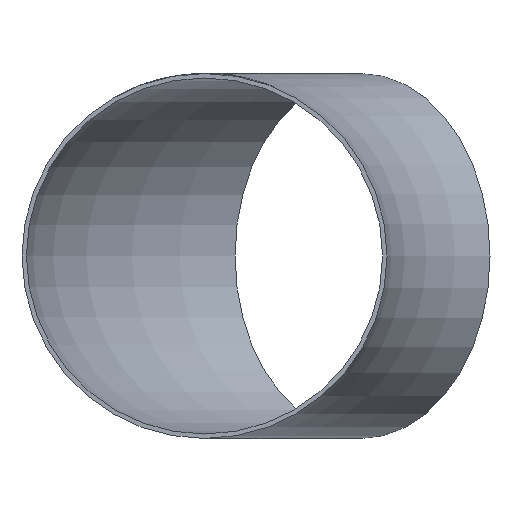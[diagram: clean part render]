
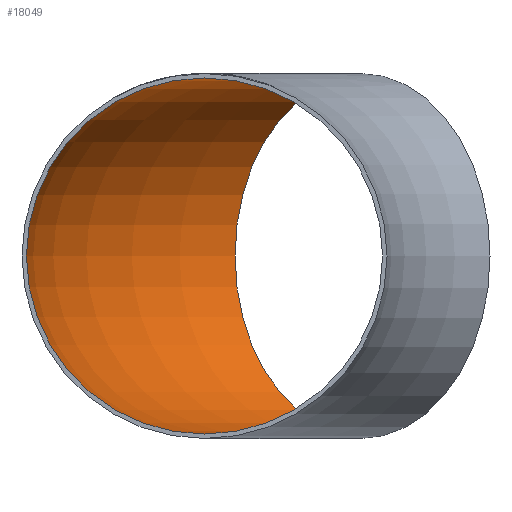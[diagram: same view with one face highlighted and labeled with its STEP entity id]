
A CAD part, front view. The second image highlights one B-rep face of the part: STEP entity #18049.
In plain terms, the highlighted toroidal (fillet/blend) face has major radius 300 mm and minor radius 100 mm.
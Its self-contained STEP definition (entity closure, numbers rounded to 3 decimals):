
#966 = FACE_OUTER_BOUND ( 'NONE', #9004, .T. ) ;
#3357 = DIRECTION ( 'NONE',  ( 0., 0., -1. ) ) ;
#4320 = ORIENTED_EDGE ( 'NONE', *, *, #17375, .T. ) ;
#8084 = DIRECTION ( 'NONE',  ( -0.707, 0.707, 0. ) ) ;
#8691 = DIRECTION ( 'NONE',  ( 0., 0., 1. ) ) ;
#9004 = EDGE_LOOP ( 'NONE', ( #11087 ) ) ;
#9672 = CARTESIAN_POINT ( 'NONE',  ( -212.132, 212.132, 0. ) ) ;
#10194 = CIRCLE ( 'NONE', #10605, 100. ) ;
#10605 = AXIS2_PLACEMENT_3D ( 'NONE', #9672, #23869, #8084 ) ;
#11087 = ORIENTED_EDGE ( 'NONE', *, *, #24073, .F. ) ;
#11889 = DIRECTION ( 'NONE',  ( 0., 1., 0. ) ) ;
#12480 = EDGE_LOOP ( 'NONE', ( #4320 ) ) ;
#13129 = CARTESIAN_POINT ( 'NONE',  ( -300., 0., 100. ) ) ;
#13329 = DIRECTION ( 'NONE',  ( -1., 0., 0. ) ) ;
#13874 = CARTESIAN_POINT ( 'NONE',  ( -300., 0., 0. ) ) ;
#14583 = VERTEX_POINT ( 'NONE', #17092 ) ;
#14981 = VERTEX_POINT ( 'NONE', #13129 ) ;
#15976 = TOROIDAL_SURFACE ( 'NONE', #22757, 300., 100. ) ;
#17027 = CARTESIAN_POINT ( 'NONE',  ( 0., 0., 0. ) ) ;
#17092 = CARTESIAN_POINT ( 'NONE',  ( -282.843, 282.843, 0. ) ) ;
#17375 = EDGE_CURVE ( 'NONE', #14583, #14583, #10194, .T. ) ;
#18049 = ADVANCED_FACE ( 'NONE', ( #21150, #966 ), #15976, .F. ) ;
#21150 = FACE_OUTER_BOUND ( 'NONE', #12480, .T. ) ;
#22757 = AXIS2_PLACEMENT_3D ( 'NONE', #17027, #3357, #13329 ) ;
#23869 = DIRECTION ( 'NONE',  ( 0.707, 0.707, 0. ) ) ;
#24073 = EDGE_CURVE ( 'NONE', #14981, #14981, #24816, .T. ) ;
#24816 = CIRCLE ( 'NONE', #26086, 100. ) ;
#26086 = AXIS2_PLACEMENT_3D ( 'NONE', #13874, #11889, #8691 ) ;
